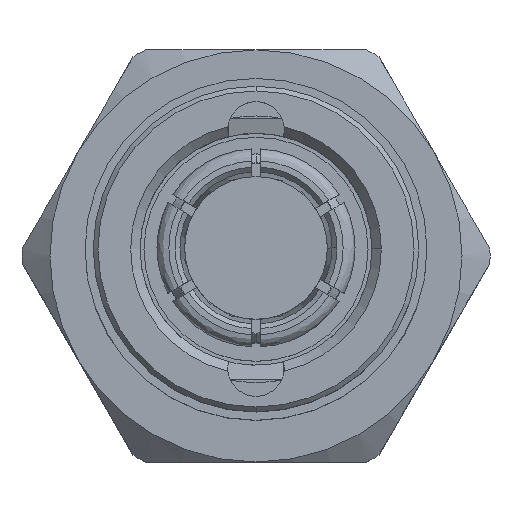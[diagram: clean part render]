
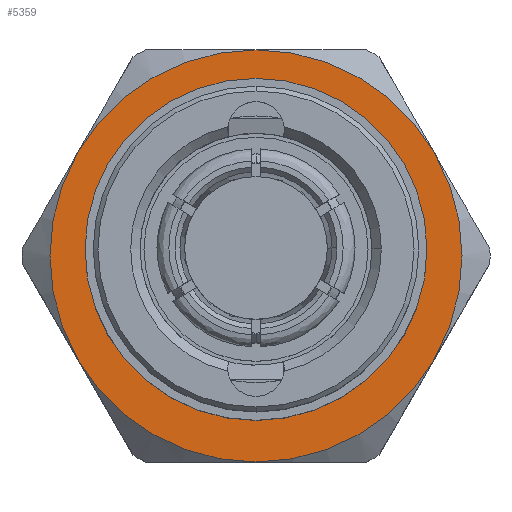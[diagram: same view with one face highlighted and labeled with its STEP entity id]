
A CAD part, top view. The second image highlights one B-rep face of the part: STEP entity #5359.
In plain terms, the highlighted face is planar.
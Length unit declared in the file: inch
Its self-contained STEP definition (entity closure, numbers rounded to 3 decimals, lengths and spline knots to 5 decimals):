
#255 = DIRECTION ( 'NONE',  ( 0., 0., -1. ) ) ;
#2162 = CIRCLE ( 'NONE', #13094, 0.344 ) ;
#2295 = CARTESIAN_POINT ( 'NONE',  ( 1.069, 0., 0. ) ) ;
#3355 = DIRECTION ( 'NONE',  ( 0., 0., -1. ) ) ;
#3389 = CARTESIAN_POINT ( 'NONE',  ( 1.069, 0.39066, 0. ) ) ;
#4650 = ORIENTED_EDGE ( 'NONE', *, *, #26563, .T. ) ;
#5332 = CARTESIAN_POINT ( 'NONE',  ( 1.069, 0., -0.344 ) ) ;
#5359 = ADVANCED_FACE ( 'NONE', ( #22978, #15787 ), #25749, .T. ) ;
#6339 = AXIS2_PLACEMENT_3D ( 'NONE', #28466, #25713, #3355 ) ;
#6674 = AXIS2_PLACEMENT_3D ( 'NONE', #16399, #8728, #28814 ) ;
#7363 = DIRECTION ( 'NONE',  ( 0., 0., -1. ) ) ;
#7910 = EDGE_CURVE ( 'NONE', #9757, #25626, #2162, .T. ) ;
#8389 = CARTESIAN_POINT ( 'NONE',  ( 1.069, 0., 0. ) ) ;
#8728 = DIRECTION ( 'NONE',  ( 1., 0., 0. ) ) ;
#9603 = CARTESIAN_POINT ( 'NONE',  ( 1.069, -0.29791, -0.172 ) ) ;
#9757 = VERTEX_POINT ( 'NONE', #29250 ) ;
#9962 = AXIS2_PLACEMENT_3D ( 'NONE', #28545, #13362, #30526 ) ;
#10189 = ORIENTED_EDGE ( 'NONE', *, *, #11772, .F. ) ;
#10581 = DIRECTION ( 'NONE',  ( 1., 0., 0. ) ) ;
#10714 = ORIENTED_EDGE ( 'NONE', *, *, #17429, .T. ) ;
#10936 = VERTEX_POINT ( 'NONE', #27073 ) ;
#11772 = EDGE_CURVE ( 'NONE', #22264, #27453, #26777, .T. ) ;
#12550 = CIRCLE ( 'NONE', #9962, 0.344 ) ;
#12682 = AXIS2_PLACEMENT_3D ( 'NONE', #8389, #20480, #255 ) ;
#12690 = DIRECTION ( 'NONE',  ( 0., 0., -1. ) ) ;
#13025 = AXIS2_PLACEMENT_3D ( 'NONE', #3389, #10581, #30180 ) ;
#13094 = AXIS2_PLACEMENT_3D ( 'NONE', #22036, #31496, #24491 ) ;
#13362 = DIRECTION ( 'NONE',  ( 1., 0., 0. ) ) ;
#13856 = CIRCLE ( 'NONE', #22203, 0.344 ) ;
#15565 = ORIENTED_EDGE ( 'NONE', *, *, #21907, .T. ) ;
#15787 = FACE_OUTER_BOUND ( 'NONE', #18441, .T. ) ;
#16052 = CIRCLE ( 'NONE', #23861, 0.344 ) ;
#16197 = ORIENTED_EDGE ( 'NONE', *, *, #7910, .T. ) ;
#16399 = CARTESIAN_POINT ( 'NONE',  ( 1.069, 0., 0. ) ) ;
#16472 = EDGE_CURVE ( 'NONE', #27453, #22264, #19712, .T. ) ;
#16694 = ORIENTED_EDGE ( 'NONE', *, *, #16472, .F. ) ;
#16967 = CARTESIAN_POINT ( 'NONE',  ( 1.069, -0.29791, 0.172 ) ) ;
#17429 = EDGE_CURVE ( 'NONE', #30261, #10936, #16052, .T. ) ;
#18441 = EDGE_LOOP ( 'NONE', ( #4650, #10714, #20686, #15565, #16197, #28206 ) ) ;
#19462 = EDGE_LOOP ( 'NONE', ( #10189, #16694 ) ) ;
#19712 = CIRCLE ( 'NONE', #6674, 0.25 ) ;
#19721 = CARTESIAN_POINT ( 'NONE',  ( 1.069, 0., 0. ) ) ;
#20480 = DIRECTION ( 'NONE',  ( 1., 0., 0. ) ) ;
#20607 = EDGE_CURVE ( 'NONE', #10936, #30236, #31279, .T. ) ;
#20686 = ORIENTED_EDGE ( 'NONE', *, *, #20607, .T. ) ;
#21443 = CIRCLE ( 'NONE', #6339, 0.344 ) ;
#21907 = EDGE_CURVE ( 'NONE', #30236, #9757, #13856, .T. ) ;
#22026 = DIRECTION ( 'NONE',  ( 1., 0., 0. ) ) ;
#22036 = CARTESIAN_POINT ( 'NONE',  ( 1.069, 0., 0. ) ) ;
#22203 = AXIS2_PLACEMENT_3D ( 'NONE', #26428, #22026, #27102 ) ;
#22264 = VERTEX_POINT ( 'NONE', #28095 ) ;
#22978 = FACE_BOUND ( 'NONE', #19462, .T. ) ;
#23861 = AXIS2_PLACEMENT_3D ( 'NONE', #19721, #29684, #12690 ) ;
#24491 = DIRECTION ( 'NONE',  ( 0., 0., -1. ) ) ;
#24653 = DIRECTION ( 'NONE',  ( 1., 0., 0. ) ) ;
#24893 = CARTESIAN_POINT ( 'NONE',  ( 1.069, 0.29791, 0.172 ) ) ;
#25393 = EDGE_CURVE ( 'NONE', #25626, #28603, #12550, .T. ) ;
#25626 = VERTEX_POINT ( 'NONE', #16967 ) ;
#25713 = DIRECTION ( 'NONE',  ( 1., 0., 0. ) ) ;
#25749 = PLANE ( 'NONE',  #13025 ) ;
#26428 = CARTESIAN_POINT ( 'NONE',  ( 1.069, 0., 0. ) ) ;
#26563 = EDGE_CURVE ( 'NONE', #28603, #30261, #21443, .T. ) ;
#26589 = AXIS2_PLACEMENT_3D ( 'NONE', #2295, #24653, #7363 ) ;
#26777 = CIRCLE ( 'NONE', #12682, 0.25 ) ;
#27073 = CARTESIAN_POINT ( 'NONE',  ( 1.069, 0.29791, -0.172 ) ) ;
#27102 = DIRECTION ( 'NONE',  ( 0., 0., -1. ) ) ;
#27144 = CARTESIAN_POINT ( 'NONE',  ( 1.069, 0., 0.25 ) ) ;
#27453 = VERTEX_POINT ( 'NONE', #27144 ) ;
#28095 = CARTESIAN_POINT ( 'NONE',  ( 1.069, 0., -0.25 ) ) ;
#28206 = ORIENTED_EDGE ( 'NONE', *, *, #25393, .T. ) ;
#28466 = CARTESIAN_POINT ( 'NONE',  ( 1.069, 0., 0. ) ) ;
#28545 = CARTESIAN_POINT ( 'NONE',  ( 1.069, 0., 0. ) ) ;
#28603 = VERTEX_POINT ( 'NONE', #9603 ) ;
#28814 = DIRECTION ( 'NONE',  ( 0., 0., -1. ) ) ;
#29250 = CARTESIAN_POINT ( 'NONE',  ( 1.069, 0., 0.344 ) ) ;
#29684 = DIRECTION ( 'NONE',  ( 1., 0., 0. ) ) ;
#30180 = DIRECTION ( 'NONE',  ( 0., 1., 0. ) ) ;
#30236 = VERTEX_POINT ( 'NONE', #24893 ) ;
#30261 = VERTEX_POINT ( 'NONE', #5332 ) ;
#30526 = DIRECTION ( 'NONE',  ( 0., 0., -1. ) ) ;
#31279 = CIRCLE ( 'NONE', #26589, 0.344 ) ;
#31496 = DIRECTION ( 'NONE',  ( 1., 0., 0. ) ) ;
